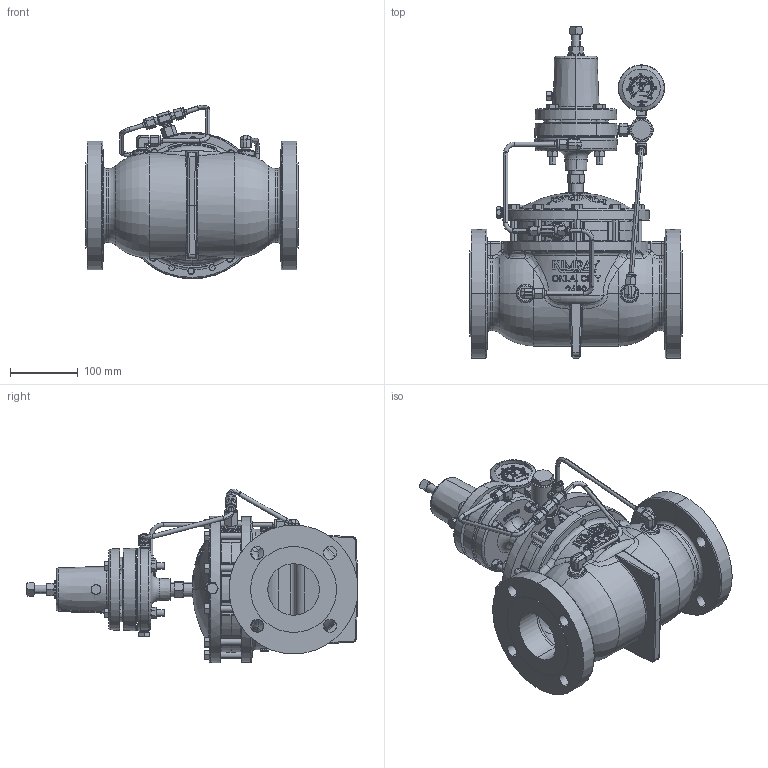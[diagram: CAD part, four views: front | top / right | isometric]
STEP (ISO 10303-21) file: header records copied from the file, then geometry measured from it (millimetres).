
FILE_DESCRIPTION (( 'STEP AP203' ), '1' );
FILE_NAME ('RBN3ARWF1S-AGV.STEP', '2026-03-16T15:00:42', ( '' ), ( '' ), 'SwSTEP 2.0', 'SolidWorks 2024', '' );
FILE_SCHEMA (( 'CONFIG_CONTROL_DESIGN' ));
Length unit declared in the file: inch
Products named in the file (1): RBN3ARWF1S-AGV
Bounding box: 313.51 x 490.81 x 256.86 mm (x, y, z)
Volume: 6555452.9 mm3; surface area: 699207.5 mm2
Topology: 1 solids, 1 shells, 5029 faces, 13393 edges, 8604 vertices
Faces by surface type: plane 2227, bspline 1559, cylinder 633, cone 415, torus 138, sphere 57
Entity records: 198770 total; most frequent: CARTESIAN_POINT 86521, ORIENTED_EDGE 26666, DIRECTION 17911, EDGE_CURVE 13333, VERTEX_POINT 8604, LINE 6421, VECTOR 6421, AXIS2_PLACEMENT_3D 5745
